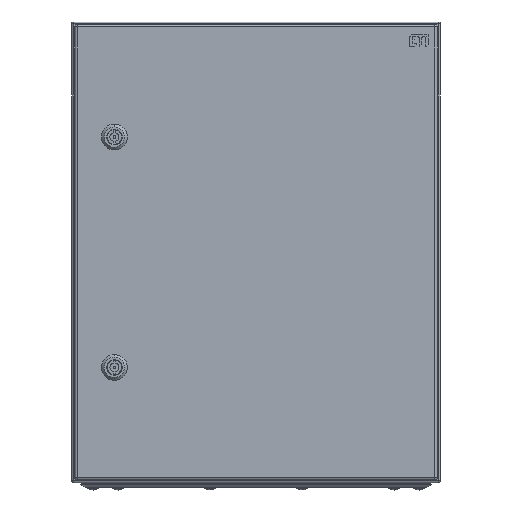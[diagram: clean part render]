
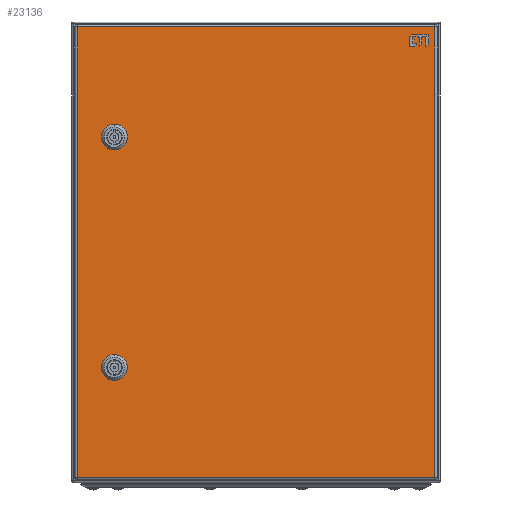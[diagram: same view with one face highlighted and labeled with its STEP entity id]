
A CAD part, front view. The second image highlights one B-rep face of the part: STEP entity #23136.
In plain terms, the highlighted face is planar.
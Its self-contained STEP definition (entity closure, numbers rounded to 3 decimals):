
#22161=CARTESIAN_POINT('',(-125.,-153.7,0.));
#22162=DIRECTION('',(0.,0.,-1.));
#22163=DIRECTION('',(-0.893,0.449,0.));
#22164=AXIS2_PLACEMENT_3D('',#22161,#22162,#22163);
#22169=CARTESIAN_POINT('',(-125.,-153.7,0.));
#22170=DIRECTION('',(0.,0.,-1.));
#22171=DIRECTION('',(0.449,0.893,0.));
#22172=AXIS2_PLACEMENT_3D('',#22169,#22170,#22171);
#22177=CARTESIAN_POINT('',(-125.,-153.7,0.));
#22178=DIRECTION('',(0.,0.,-1.));
#22179=DIRECTION('',(0.893,-0.449,0.));
#22180=AXIS2_PLACEMENT_3D('',#22177,#22178,#22179);
#22185=CARTESIAN_POINT('',(-125.,-153.7,0.));
#22186=DIRECTION('',(0.,0.,-1.));
#22187=DIRECTION('',(-0.449,-0.893,0.));
#22188=AXIS2_PLACEMENT_3D('',#22185,#22186,#22187);
#22193=CARTESIAN_POINT('',(125.,-153.7,0.));
#22194=DIRECTION('',(0.,0.,-1.));
#22195=DIRECTION('',(-0.449,-0.893,0.));
#22196=AXIS2_PLACEMENT_3D('',#22193,#22194,#22195);
#22201=CARTESIAN_POINT('',(125.,-153.7,0.));
#22202=DIRECTION('',(0.,0.,-1.));
#22203=DIRECTION('',(-0.893,0.449,0.));
#22204=AXIS2_PLACEMENT_3D('',#22201,#22202,#22203);
#22209=CARTESIAN_POINT('',(125.,-153.7,0.));
#22210=DIRECTION('',(0.,0.,-1.));
#22211=DIRECTION('',(0.449,0.893,0.));
#22212=AXIS2_PLACEMENT_3D('',#22209,#22210,#22211);
#22217=CARTESIAN_POINT('',(125.,-153.7,0.));
#22218=DIRECTION('',(0.,0.,-1.));
#22219=DIRECTION('',(0.893,-0.449,0.));
#22220=AXIS2_PLACEMENT_3D('',#22217,#22218,#22219);
#22225=DIRECTION('',(0.,1.,0.));
#22226=VECTOR('',#22225,388.4);
#22227=CARTESIAN_POINT('',(-244.5,-194.2,0.));
#22228=LINE('',#22227,#22226);
#22270=DIRECTION('',(1.,0.,0.));
#22271=VECTOR('',#22270,489.);
#22272=CARTESIAN_POINT('',(-244.5,194.2,0.));
#22273=LINE('',#22272,#22271);
#22424=DIRECTION('',(0.,-1.,0.));
#22425=VECTOR('',#22424,388.4);
#22426=CARTESIAN_POINT('',(244.5,194.2,0.));
#22427=LINE('',#22426,#22425);
#22462=DIRECTION('',(-1.,0.,0.));
#22463=VECTOR('',#22462,489.);
#22464=CARTESIAN_POINT('',(244.5,-194.2,0.));
#22465=LINE('',#22464,#22463);
#22781=DIRECTION('',(0.,-1.,0.));
#22782=VECTOR('',#22781,10.111);
#22783=CARTESIAN_POINT('',(-135.05,-148.644,0.));
#22784=LINE('',#22783,#22782);
#22802=DIRECTION('',(-1.,0.,0.));
#22803=VECTOR('',#22802,10.111);
#22804=CARTESIAN_POINT('',(-119.944,-143.65,0.));
#22805=LINE('',#22804,#22803);
#22823=DIRECTION('',(0.,1.,0.));
#22824=VECTOR('',#22823,10.111);
#22825=CARTESIAN_POINT('',(-114.95,-158.756,0.));
#22826=LINE('',#22825,#22824);
#22844=DIRECTION('',(1.,0.,0.));
#22845=VECTOR('',#22844,10.111);
#22846=CARTESIAN_POINT('',(-130.056,-163.75,0.));
#22847=LINE('',#22846,#22845);
#22879=DIRECTION('',(1.,0.,0.));
#22880=VECTOR('',#22879,10.111);
#22881=CARTESIAN_POINT('',(119.944,-163.75,0.));
#22882=LINE('',#22881,#22880);
#22900=DIRECTION('',(0.,-1.,0.));
#22901=VECTOR('',#22900,10.111);
#22902=CARTESIAN_POINT('',(114.95,-148.644,0.));
#22903=LINE('',#22902,#22901);
#22921=DIRECTION('',(-1.,0.,0.));
#22922=VECTOR('',#22921,10.111);
#22923=CARTESIAN_POINT('',(130.056,-143.65,0.));
#22924=LINE('',#22923,#22922);
#22942=DIRECTION('',(0.,1.,0.));
#22943=VECTOR('',#22942,10.111);
#22944=CARTESIAN_POINT('',(135.05,-158.756,0.));
#22945=LINE('',#22944,#22943);
#22949=CARTESIAN_POINT('',(-244.5,-194.2,0.));
#22950=CARTESIAN_POINT('',(-244.5,194.2,0.));
#22951=VERTEX_POINT('',#22949);
#22952=VERTEX_POINT('',#22950);
#22953=CARTESIAN_POINT('',(244.5,-194.2,0.));
#22954=VERTEX_POINT('',#22953);
#22955=CARTESIAN_POINT('',(244.5,194.2,0.));
#22956=VERTEX_POINT('',#22955);
#22957=CARTESIAN_POINT('',(-135.05,-148.644,0.));
#22958=CARTESIAN_POINT('',(-130.056,-143.65,0.));
#22959=VERTEX_POINT('',#22957);
#22960=VERTEX_POINT('',#22958);
#22961=CARTESIAN_POINT('',(-119.944,-143.65,0.));
#22962=VERTEX_POINT('',#22961);
#22963=CARTESIAN_POINT('',(-114.95,-148.644,0.));
#22964=VERTEX_POINT('',#22963);
#22965=CARTESIAN_POINT('',(-114.95,-158.756,0.));
#22966=VERTEX_POINT('',#22965);
#22967=CARTESIAN_POINT('',(-119.944,-163.75,0.));
#22968=VERTEX_POINT('',#22967);
#22969=CARTESIAN_POINT('',(-130.056,-163.75,0.));
#22970=VERTEX_POINT('',#22969);
#22971=CARTESIAN_POINT('',(-135.05,-158.756,0.));
#22972=VERTEX_POINT('',#22971);
#22973=CARTESIAN_POINT('',(119.944,-163.75,0.));
#22974=CARTESIAN_POINT('',(130.056,-163.75,0.));
#22975=VERTEX_POINT('',#22973);
#22976=VERTEX_POINT('',#22974);
#22977=CARTESIAN_POINT('',(114.95,-158.756,0.));
#22978=VERTEX_POINT('',#22977);
#22979=CARTESIAN_POINT('',(114.95,-148.644,0.));
#22980=VERTEX_POINT('',#22979);
#22981=CARTESIAN_POINT('',(119.944,-143.65,0.));
#22982=VERTEX_POINT('',#22981);
#22983=CARTESIAN_POINT('',(130.056,-143.65,0.));
#22984=VERTEX_POINT('',#22983);
#22985=CARTESIAN_POINT('',(135.05,-148.644,0.));
#22986=VERTEX_POINT('',#22985);
#22987=CARTESIAN_POINT('',(135.05,-158.756,0.));
#22988=VERTEX_POINT('',#22987);
#23085=CARTESIAN_POINT('',(0.,0.,0.));
#23086=DIRECTION('',(0.,0.,-1.));
#23087=DIRECTION('',(-1.,0.,0.));
#23088=AXIS2_PLACEMENT_3D('',#23085,#23086,#23087);
#23089=PLANE('',#23088);
#23091=ORIENTED_EDGE('',*,*,#23090,.F.);
#23093=ORIENTED_EDGE('',*,*,#23092,.F.);
#23095=ORIENTED_EDGE('',*,*,#23094,.F.);
#23097=ORIENTED_EDGE('',*,*,#23096,.F.);
#23098=EDGE_LOOP('',(#23091,#23093,#23095,#23097));
#23099=FACE_OUTER_BOUND('',#23098,.F.);
#23101=ORIENTED_EDGE('',*,*,#23100,.T.);
#23103=ORIENTED_EDGE('',*,*,#23102,.F.);
#23105=ORIENTED_EDGE('',*,*,#23104,.T.);
#23107=ORIENTED_EDGE('',*,*,#23106,.F.);
#23109=ORIENTED_EDGE('',*,*,#23108,.T.);
#23111=ORIENTED_EDGE('',*,*,#23110,.F.);
#23113=ORIENTED_EDGE('',*,*,#23112,.T.);
#23115=ORIENTED_EDGE('',*,*,#23114,.F.);
#23116=EDGE_LOOP('',(#23101,#23103,#23105,#23107,#23109,#23111,#23113,#23115));
#23117=FACE_BOUND('',#23116,.F.);
#23119=ORIENTED_EDGE('',*,*,#23118,.F.);
#23121=ORIENTED_EDGE('',*,*,#23120,.T.);
#23123=ORIENTED_EDGE('',*,*,#23122,.F.);
#23125=ORIENTED_EDGE('',*,*,#23124,.T.);
#23127=ORIENTED_EDGE('',*,*,#23126,.F.);
#23129=ORIENTED_EDGE('',*,*,#23128,.T.);
#23131=ORIENTED_EDGE('',*,*,#23130,.F.);
#23133=ORIENTED_EDGE('',*,*,#23132,.T.);
#23134=EDGE_LOOP('',(#23119,#23121,#23123,#23125,#23127,#23129,#23131,#23133));
#23135=FACE_BOUND('',#23134,.F.);
#22165=CIRCLE('',#22164,11.25);
#22173=CIRCLE('',#22172,11.25);
#22181=CIRCLE('',#22180,11.25);
#22189=CIRCLE('',#22188,11.25);
#22197=CIRCLE('',#22196,11.25);
#22205=CIRCLE('',#22204,11.25);
#22213=CIRCLE('',#22212,11.25);
#22221=CIRCLE('',#22220,11.25);
#23090=EDGE_CURVE('',#22951,#22952,#22228,.T.);
#23092=EDGE_CURVE('',#22954,#22951,#22465,.T.);
#23094=EDGE_CURVE('',#22956,#22954,#22427,.T.);
#23096=EDGE_CURVE('',#22952,#22956,#22273,.T.);
#23100=EDGE_CURVE('',#22959,#22960,#22165,.T.);
#23102=EDGE_CURVE('',#22962,#22960,#22805,.T.);
#23104=EDGE_CURVE('',#22962,#22964,#22173,.T.);
#23106=EDGE_CURVE('',#22966,#22964,#22826,.T.);
#23108=EDGE_CURVE('',#22966,#22968,#22181,.T.);
#23110=EDGE_CURVE('',#22970,#22968,#22847,.T.);
#23112=EDGE_CURVE('',#22970,#22972,#22189,.T.);
#23114=EDGE_CURVE('',#22959,#22972,#22784,.T.);
#23118=EDGE_CURVE('',#22975,#22976,#22882,.T.);
#23120=EDGE_CURVE('',#22975,#22978,#22197,.T.);
#23122=EDGE_CURVE('',#22980,#22978,#22903,.T.);
#23124=EDGE_CURVE('',#22980,#22982,#22205,.T.);
#23126=EDGE_CURVE('',#22984,#22982,#22924,.T.);
#23128=EDGE_CURVE('',#22984,#22986,#22213,.T.);
#23130=EDGE_CURVE('',#22988,#22986,#22945,.T.);
#23132=EDGE_CURVE('',#22988,#22976,#22221,.T.);
#23136=ADVANCED_FACE('',(#23099,#23117,#23135),#23089,.T.);
